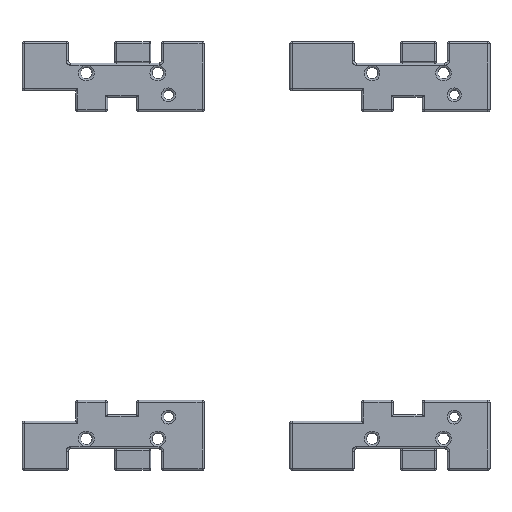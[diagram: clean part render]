
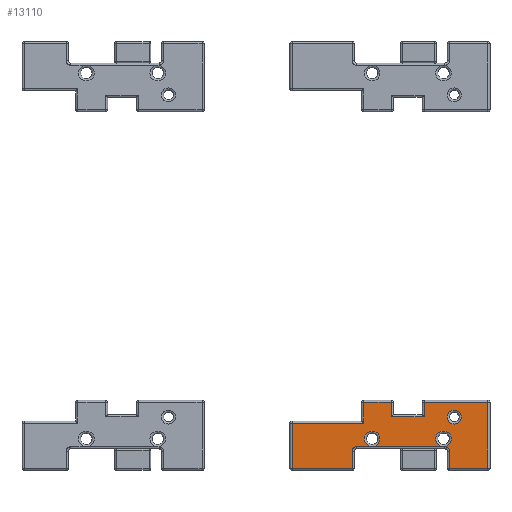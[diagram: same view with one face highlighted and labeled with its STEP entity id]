
A CAD part, front view. The second image highlights one B-rep face of the part: STEP entity #13110.
In plain terms, the highlighted planar face has unit normal (0, -1, 0).
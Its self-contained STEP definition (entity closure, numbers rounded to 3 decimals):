
#315=FACE_BOUND('',#4035,.T.);
#420=PLANE('',#14259);
#798=LINE('',#21971,#1706);
#802=LINE('',#22001,#1710);
#804=LINE('',#22007,#1712);
#805=LINE('',#22009,#1713);
#806=LINE('',#22013,#1714);
#807=LINE('',#22016,#1715);
#808=LINE('',#22019,#1716);
#809=LINE('',#22023,#1717);
#810=LINE('',#22025,#1718);
#811=LINE('',#22027,#1719);
#812=LINE('',#22029,#1720);
#813=LINE('',#22031,#1721);
#814=LINE('',#22033,#1722);
#815=LINE('',#22035,#1723);
#816=LINE('',#22037,#1724);
#817=LINE('',#22038,#1725);
#1706=VECTOR('',#16761,10.);
#1710=VECTOR('',#16803,10.);
#1712=VECTOR('',#16809,10.);
#1713=VECTOR('',#16810,10.);
#1714=VECTOR('',#16813,10.);
#1715=VECTOR('',#16816,10.);
#1716=VECTOR('',#16819,10.);
#1717=VECTOR('',#16822,10.);
#1718=VECTOR('',#16823,10.);
#1719=VECTOR('',#16824,10.);
#1720=VECTOR('',#16825,10.);
#1721=VECTOR('',#16826,10.);
#1722=VECTOR('',#16827,10.);
#1723=VECTOR('',#16828,10.);
#1724=VECTOR('',#16829,10.);
#1725=VECTOR('',#16830,10.);
#3138=FACE_OUTER_BOUND('',#4034,.T.);
#4034=EDGE_LOOP('',(#9919,#9920,#9921,#9922,#9923,#9924,#9925,#9926,#9927,
#9928,#9929,#9930,#9931,#9932,#9933,#9934,#9935,#9936,#9937,#9938));
#4035=EDGE_LOOP('',(#9939));
#5070=CIRCLE('',#14260,1.2);
#5071=CIRCLE('',#14261,2.2);
#5072=CIRCLE('',#14262,2.2);
#5073=CIRCLE('',#14263,1.2);
#5074=CIRCLE('',#14264,1.95);
#6003=VERTEX_POINT('',#21968);
#6004=VERTEX_POINT('',#21970);
#6011=VERTEX_POINT('',#22000);
#6013=VERTEX_POINT('',#22006);
#6014=VERTEX_POINT('',#22008);
#6015=VERTEX_POINT('',#22010);
#6016=VERTEX_POINT('',#22012);
#6017=VERTEX_POINT('',#22015);
#6018=VERTEX_POINT('',#22018);
#6019=VERTEX_POINT('',#22020);
#6020=VERTEX_POINT('',#22022);
#6021=VERTEX_POINT('',#22024);
#6022=VERTEX_POINT('',#22026);
#6023=VERTEX_POINT('',#22028);
#6024=VERTEX_POINT('',#22030);
#6025=VERTEX_POINT('',#22032);
#6026=VERTEX_POINT('',#22034);
#6027=VERTEX_POINT('',#22036);
#6028=VERTEX_POINT('',#22039);
#7364=EDGE_CURVE('',#6003,#6004,#798,.T.);
#7379=EDGE_CURVE('',#6004,#6011,#802,.T.);
#7382=EDGE_CURVE('',#6013,#6003,#804,.T.);
#7383=EDGE_CURVE('',#6014,#6013,#805,.T.);
#7384=EDGE_CURVE('',#6015,#6014,#5070,.T.);
#7385=EDGE_CURVE('',#6016,#6015,#806,.T.);
#7386=EDGE_CURVE('',#6016,#6016,#5071,.T.);
#7387=EDGE_CURVE('',#6017,#6016,#807,.T.);
#7388=EDGE_CURVE('',#6017,#6017,#5072,.T.);
#7389=EDGE_CURVE('',#6018,#6017,#808,.T.);
#7390=EDGE_CURVE('',#6019,#6018,#5073,.T.);
#7391=EDGE_CURVE('',#6020,#6019,#809,.T.);
#7392=EDGE_CURVE('',#6021,#6020,#810,.T.);
#7393=EDGE_CURVE('',#6022,#6021,#811,.T.);
#7394=EDGE_CURVE('',#6023,#6022,#812,.T.);
#7395=EDGE_CURVE('',#6024,#6023,#813,.T.);
#7396=EDGE_CURVE('',#6025,#6024,#814,.T.);
#7397=EDGE_CURVE('',#6026,#6025,#815,.T.);
#7398=EDGE_CURVE('',#6027,#6026,#816,.T.);
#7399=EDGE_CURVE('',#6011,#6027,#817,.T.);
#7400=EDGE_CURVE('',#6028,#6028,#5074,.T.);
#9919=ORIENTED_EDGE('',*,*,#7364,.F.);
#9920=ORIENTED_EDGE('',*,*,#7382,.F.);
#9921=ORIENTED_EDGE('',*,*,#7383,.F.);
#9922=ORIENTED_EDGE('',*,*,#7384,.F.);
#9923=ORIENTED_EDGE('',*,*,#7385,.F.);
#9924=ORIENTED_EDGE('',*,*,#7386,.F.);
#9925=ORIENTED_EDGE('',*,*,#7387,.F.);
#9926=ORIENTED_EDGE('',*,*,#7388,.F.);
#9927=ORIENTED_EDGE('',*,*,#7389,.F.);
#9928=ORIENTED_EDGE('',*,*,#7390,.F.);
#9929=ORIENTED_EDGE('',*,*,#7391,.F.);
#9930=ORIENTED_EDGE('',*,*,#7392,.F.);
#9931=ORIENTED_EDGE('',*,*,#7393,.F.);
#9932=ORIENTED_EDGE('',*,*,#7394,.F.);
#9933=ORIENTED_EDGE('',*,*,#7395,.F.);
#9934=ORIENTED_EDGE('',*,*,#7396,.F.);
#9935=ORIENTED_EDGE('',*,*,#7397,.F.);
#9936=ORIENTED_EDGE('',*,*,#7398,.F.);
#9937=ORIENTED_EDGE('',*,*,#7399,.F.);
#9938=ORIENTED_EDGE('',*,*,#7379,.F.);
#9939=ORIENTED_EDGE('',*,*,#7400,.F.);
#13110=ADVANCED_FACE('',(#3138,#315),#420,.F.);
#14259=AXIS2_PLACEMENT_3D('',#22005,#16807,#16808);
#14260=AXIS2_PLACEMENT_3D('',#22011,#16811,#16812);
#14261=AXIS2_PLACEMENT_3D('',#22014,#16814,#16815);
#14262=AXIS2_PLACEMENT_3D('',#22017,#16817,#16818);
#14263=AXIS2_PLACEMENT_3D('',#22021,#16820,#16821);
#14264=AXIS2_PLACEMENT_3D('',#22040,#16831,#16832);
#16761=DIRECTION('',(0.,0.,1.));
#16803=DIRECTION('',(1.,0.,0.));
#16807=DIRECTION('center_axis',(0.,1.,0.));
#16808=DIRECTION('ref_axis',(1.,0.,0.));
#16809=DIRECTION('',(-1.,0.,0.));
#16810=DIRECTION('',(0.,0.,-1.));
#16811=DIRECTION('center_axis',(0.,-1.,0.));
#16812=DIRECTION('ref_axis',(-0.707,0.,0.707));
#16813=DIRECTION('',(-1.,0.,0.));
#16814=DIRECTION('center_axis',(0.,-1.,0.));
#16815=DIRECTION('ref_axis',(0.,0.,1.));
#16816=DIRECTION('',(-1.,0.,0.));
#16817=DIRECTION('center_axis',(0.,-1.,0.));
#16818=DIRECTION('ref_axis',(0.,0.,1.));
#16819=DIRECTION('',(-1.,0.,0.));
#16820=DIRECTION('center_axis',(0.,-1.,0.));
#16821=DIRECTION('ref_axis',(0.707,0.,0.707));
#16822=DIRECTION('',(0.,0.,1.));
#16823=DIRECTION('',(-1.,0.,0.));
#16824=DIRECTION('',(0.,0.,-1.));
#16825=DIRECTION('',(1.,0.,0.));
#16826=DIRECTION('',(0.,0.,1.));
#16827=DIRECTION('',(1.,0.,0.));
#16828=DIRECTION('',(0.,0.,-1.));
#16829=DIRECTION('',(1.,0.,0.));
#16830=DIRECTION('',(0.,0.,1.));
#16831=DIRECTION('center_axis',(0.,-1.,0.));
#16832=DIRECTION('ref_axis',(1.,0.,0.));
#21968=CARTESIAN_POINT('',(47.6,0.,-18.2));
#21970=CARTESIAN_POINT('',(47.6,0.,-5.6));
#21971=CARTESIAN_POINT('',(47.6,0.,-13.9));
#22000=CARTESIAN_POINT('',(67.6,0.,-5.6));
#22001=CARTESIAN_POINT('',(64.75,0.,-5.6));
#22005=CARTESIAN_POINT('Origin',(77.5,0.,-9.));
#22006=CARTESIAN_POINT('',(64.4,0.,-18.2));
#22007=CARTESIAN_POINT('',(71.25,0.,-18.2));
#22008=CARTESIAN_POINT('',(64.4,0.,-13.4));
#22009=CARTESIAN_POINT('',(64.4,0.,-10.9));
#22010=CARTESIAN_POINT('',(65.6,0.,-12.2));
#22011=CARTESIAN_POINT('Origin',(65.6,0.,-13.4));
#22012=CARTESIAN_POINT('',(70.,0.,-12.2));
#22013=CARTESIAN_POINT('',(84.25,0.,-12.2));
#22014=CARTESIAN_POINT('Origin',(70.,0.,-10.));
#22015=CARTESIAN_POINT('',(90.,0.,-12.2));
#22016=CARTESIAN_POINT('',(84.25,0.,-12.2));
#22017=CARTESIAN_POINT('Origin',(90.,0.,-10.));
#22018=CARTESIAN_POINT('',(90.4,0.,-12.2));
#22019=CARTESIAN_POINT('',(84.25,0.,-12.2));
#22020=CARTESIAN_POINT('',(91.6,0.,-13.4));
#22021=CARTESIAN_POINT('Origin',(90.4,0.,-13.4));
#22022=CARTESIAN_POINT('',(91.6,0.,-18.2));
#22023=CARTESIAN_POINT('',(91.6,0.,-13.9));
#22024=CARTESIAN_POINT('',(102.4,0.,-18.2));
#22025=CARTESIAN_POINT('',(90.25,0.,-18.2));
#22026=CARTESIAN_POINT('',(102.4,0.,0.2));
#22027=CARTESIAN_POINT('',(102.4,0.,-4.1));
#22028=CARTESIAN_POINT('',(84.6,0.,0.2));
#22029=CARTESIAN_POINT('',(80.75,0.,0.2));
#22030=CARTESIAN_POINT('',(84.6,0.,-3.8));
#22031=CARTESIAN_POINT('',(84.6,0.,-6.1));
#22032=CARTESIAN_POINT('',(75.4,0.,-3.8));
#22033=CARTESIAN_POINT('',(76.75,0.,-3.8));
#22034=CARTESIAN_POINT('',(75.4,0.,0.2));
#22035=CARTESIAN_POINT('',(75.4,0.,-4.1));
#22036=CARTESIAN_POINT('',(67.6,0.,0.2));
#22037=CARTESIAN_POINT('',(72.25,0.,0.2));
#22038=CARTESIAN_POINT('',(67.6,0.,-7.));
#22039=CARTESIAN_POINT('',(93.,0.,-5.85));
#22040=CARTESIAN_POINT('Origin',(93.,0.,-3.9));
